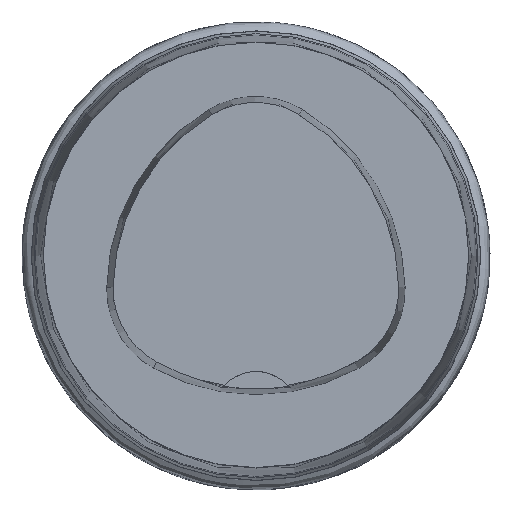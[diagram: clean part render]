
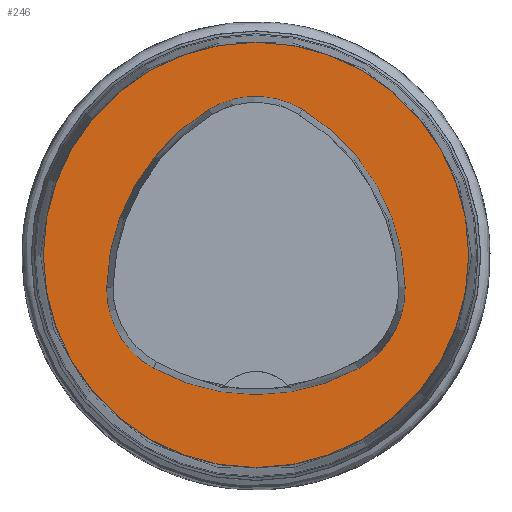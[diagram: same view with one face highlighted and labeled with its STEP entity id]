
A CAD part, top view. The second image highlights one B-rep face of the part: STEP entity #246.
In plain terms, the highlighted planar face has unit normal (0, 0, 1).
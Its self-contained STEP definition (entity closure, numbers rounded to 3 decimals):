
#217=FACE_BOUND('',#349,.T.);
#218=FACE_BOUND('',#350,.T.);
#246=ADVANCED_FACE('',(#217,#218),#265,.T.);
#265=PLANE('',#807);
#349=EDGE_LOOP('',(#454,#455,#456,#457,#458,#459));
#350=EDGE_LOOP('',(#460));
#454=ORIENTED_EDGE('',*,*,#606,.T.);
#455=ORIENTED_EDGE('',*,*,#586,.T.);
#456=ORIENTED_EDGE('',*,*,#590,.T.);
#457=ORIENTED_EDGE('',*,*,#593,.T.);
#458=ORIENTED_EDGE('',*,*,#596,.T.);
#459=ORIENTED_EDGE('',*,*,#604,.T.);
#460=ORIENTED_EDGE('',*,*,#569,.F.);
#517=VERTEX_POINT('',#1100);
#534=VERTEX_POINT('',#1143);
#535=VERTEX_POINT('',#1144);
#538=VERTEX_POINT('',#1152);
#540=VERTEX_POINT('',#1158);
#542=VERTEX_POINT('',#1164);
#549=VERTEX_POINT('',#1185);
#569=EDGE_CURVE('',#517,#517,#636,.T.);
#586=EDGE_CURVE('',#534,#535,#637,.T.);
#590=EDGE_CURVE('',#535,#538,#639,.T.);
#593=EDGE_CURVE('',#538,#540,#641,.T.);
#596=EDGE_CURVE('',#540,#542,#643,.T.);
#604=EDGE_CURVE('',#542,#549,#647,.T.);
#606=EDGE_CURVE('',#549,#534,#649,.T.);
#636=CIRCLE('',#767,20.);
#637=CIRCLE('',#785,20.);
#639=CIRCLE('',#788,8.5);
#641=CIRCLE('',#791,20.);
#643=CIRCLE('',#794,8.5);
#647=CIRCLE('',#799,20.);
#649=CIRCLE('',#802,8.5);
#767=AXIS2_PLACEMENT_3D('',#1099,#897,#898);
#785=AXIS2_PLACEMENT_3D('',#1142,#941,#942);
#788=AXIS2_PLACEMENT_3D('',#1151,#949,#950);
#791=AXIS2_PLACEMENT_3D('',#1157,#956,#957);
#794=AXIS2_PLACEMENT_3D('',#1163,#963,#964);
#799=AXIS2_PLACEMENT_3D('',#1186,#975,#976);
#802=AXIS2_PLACEMENT_3D('',#1189,#981,#982);
#807=AXIS2_PLACEMENT_3D('',#1194,#991,#992);
#897=DIRECTION('',(0.,0.,-1.));
#898=DIRECTION('',(-1.,0.,0.));
#941=DIRECTION('',(0.,0.,-1.));
#942=DIRECTION('',(-1.,0.,0.));
#949=DIRECTION('',(0.,0.,-1.));
#950=DIRECTION('',(-1.,0.,0.));
#956=DIRECTION('',(0.,0.,-1.));
#957=DIRECTION('',(-1.,0.,0.));
#963=DIRECTION('',(0.,0.,-1.));
#964=DIRECTION('',(-1.,0.,0.));
#975=DIRECTION('',(0.,0.,-1.));
#976=DIRECTION('',(-1.,0.,0.));
#981=DIRECTION('',(0.,0.,-1.));
#982=DIRECTION('',(-1.,0.,0.));
#991=DIRECTION('',(0.,0.,1.));
#992=DIRECTION('',(1.,0.,0.));
#1099=CARTESIAN_POINT('',(0.,0.,0.));
#1100=CARTESIAN_POINT('',(-20.,0.,0.));
#1142=CARTESIAN_POINT('',(5.955,-3.414,0.));
#1143=CARTESIAN_POINT('',(-14.041,-3.042,0.));
#1144=CARTESIAN_POINT('',(-4.472,13.653,0.));
#1151=CARTESIAN_POINT('',(-0.04,6.4,0.));
#1152=CARTESIAN_POINT('',(4.347,13.68,0.));
#1157=CARTESIAN_POINT('',(-5.976,-3.45,0.));
#1158=CARTESIAN_POINT('',(14.021,-3.075,0.));
#1163=CARTESIAN_POINT('',(5.522,-3.235,0.));
#1164=CARTESIAN_POINT('',(9.588,-10.699,0.));
#1185=CARTESIAN_POINT('',(-9.655,-10.639,0.));
#1186=CARTESIAN_POINT('',(0.022,6.864,0.));
#1189=CARTESIAN_POINT('',(-5.543,-3.2,0.));
#1194=CARTESIAN_POINT('',(0.,0.,0.));
